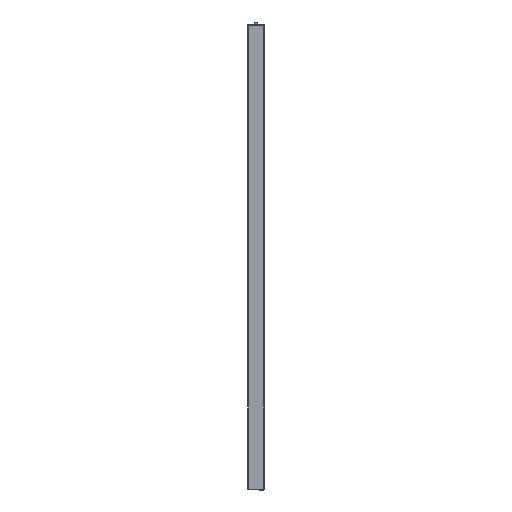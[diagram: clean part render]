
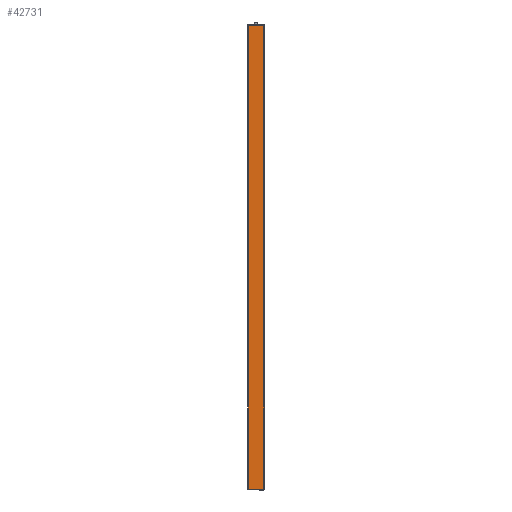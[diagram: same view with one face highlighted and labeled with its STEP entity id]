
A CAD part, left-side view. The second image highlights one B-rep face of the part: STEP entity #42731.
In plain terms, the highlighted planar face has unit normal (-1, 0.024, 0).
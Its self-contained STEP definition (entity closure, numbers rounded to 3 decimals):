
#3189 = FACE_OUTER_BOUND ( 'NONE', #7137, .T. ) ;
#3924 = VERTEX_POINT ( 'NONE', #35190 ) ;
#3948 = LINE ( 'NONE', #56251, #31792 ) ;
#7137 = EDGE_LOOP ( 'NONE', ( #50187, #48290, #41859, #11604 ) ) ;
#7152 = DIRECTION ( 'NONE',  ( 0.024, 1., 0. ) ) ;
#10948 = VERTEX_POINT ( 'NONE', #12384 ) ;
#11604 = ORIENTED_EDGE ( 'NONE', *, *, #42232, .T. ) ;
#12384 = CARTESIAN_POINT ( 'NONE',  ( -7.227, 36.312, 542. ) ) ;
#12921 = EDGE_CURVE ( 'NONE', #30840, #10948, #24229, .T. ) ;
#15205 = VERTEX_POINT ( 'NONE', #24180 ) ;
#16185 = LINE ( 'NONE', #45958, #48439 ) ;
#19596 = CARTESIAN_POINT ( 'NONE',  ( -8.102, -0.281, 542. ) ) ;
#19973 = DIRECTION ( 'NONE',  ( 0.024, 1., 0. ) ) ;
#23948 = CARTESIAN_POINT ( 'NONE',  ( -8.102, -0.281, 542. ) ) ;
#24180 = CARTESIAN_POINT ( 'NONE',  ( -8.102, -0.281, -542. ) ) ;
#24229 = LINE ( 'NONE', #19596, #43496 ) ;
#28665 = DIRECTION ( 'NONE',  ( 1., -0.024, 0. ) ) ;
#30840 = VERTEX_POINT ( 'NONE', #23948 ) ;
#31792 = VECTOR ( 'NONE', #51640, 1000. ) ;
#33569 = PLANE ( 'NONE',  #43775 ) ;
#35190 = CARTESIAN_POINT ( 'NONE',  ( -7.227, 36.312, -542. ) ) ;
#36247 = EDGE_CURVE ( 'NONE', #15205, #3924, #56835, .T. ) ;
#40822 = EDGE_CURVE ( 'NONE', #3924, #10948, #16185, .T. ) ;
#41859 = ORIENTED_EDGE ( 'NONE', *, *, #36247, .F. ) ;
#42232 = EDGE_CURVE ( 'NONE', #15205, #30840, #3948, .T. ) ;
#42731 = ADVANCED_FACE ( 'NONE', ( #3189 ), #33569, .F. ) ;
#43496 = VECTOR ( 'NONE', #7152, 1000. ) ;
#43775 = AXIS2_PLACEMENT_3D ( 'NONE', #51721, #28665, #19973 ) ;
#44692 = CARTESIAN_POINT ( 'NONE',  ( -8.102, -0.281, -542. ) ) ;
#45958 = CARTESIAN_POINT ( 'NONE',  ( -7.227, 36.312, -542. ) ) ;
#48290 = ORIENTED_EDGE ( 'NONE', *, *, #40822, .F. ) ;
#48439 = VECTOR ( 'NONE', #50273, 1000. ) ;
#50187 = ORIENTED_EDGE ( 'NONE', *, *, #12921, .T. ) ;
#50273 = DIRECTION ( 'NONE',  ( 0., 0., 1. ) ) ;
#50352 = VECTOR ( 'NONE', #53351, 1000. ) ;
#51640 = DIRECTION ( 'NONE',  ( 0., 0., 1. ) ) ;
#51721 = CARTESIAN_POINT ( 'NONE',  ( -8.102, -0.281, -542. ) ) ;
#53351 = DIRECTION ( 'NONE',  ( 0.024, 1., 0. ) ) ;
#56251 = CARTESIAN_POINT ( 'NONE',  ( -8.102, -0.281, -542. ) ) ;
#56835 = LINE ( 'NONE', #44692, #50352 ) ;
